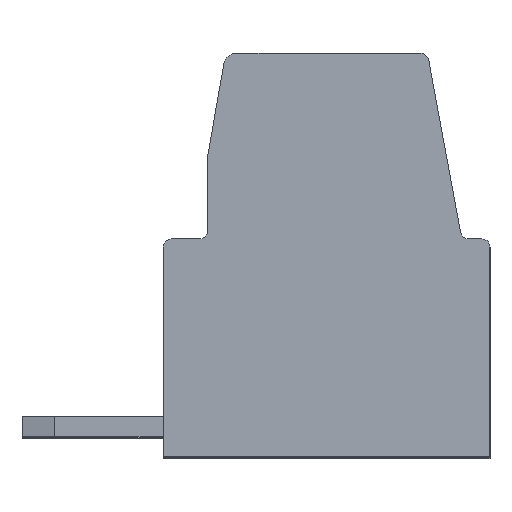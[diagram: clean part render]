
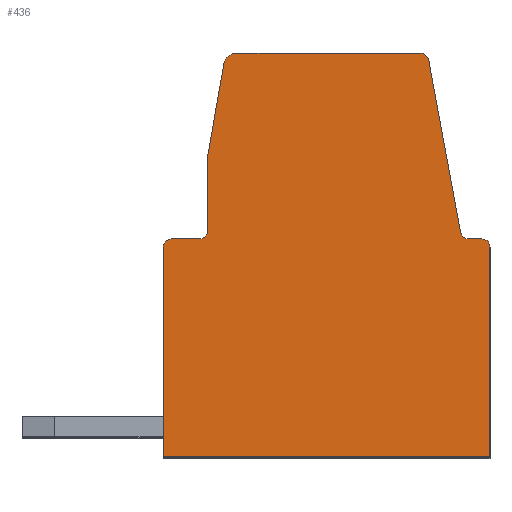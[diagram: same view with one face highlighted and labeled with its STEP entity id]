
A CAD part, top view. The second image highlights one B-rep face of the part: STEP entity #436.
In plain terms, the highlighted planar face has unit normal (0, 0, 1).
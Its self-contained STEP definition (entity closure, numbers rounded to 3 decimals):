
#436 = ADVANCED_FACE( '', ( #1037 ), #1038, .F. );
#1037 = FACE_OUTER_BOUND( '', #1831, .T. );
#1038 = PLANE( '', #1832 );
#1831 = EDGE_LOOP( '', ( #2942, #2943, #2944, #2945, #2946, #2947, #2948, #2949, #2950, #2951, #2952, #2953, #2954, #2955, #2956 ) );
#1832 = AXIS2_PLACEMENT_3D( '', #2957, #2958, #2959 );
#2942 = ORIENTED_EDGE( '', *, *, #5165, .T. );
#2943 = ORIENTED_EDGE( '', *, *, #5166, .T. );
#2944 = ORIENTED_EDGE( '', *, *, #5167, .F. );
#2945 = ORIENTED_EDGE( '', *, *, #4889, .T. );
#2946 = ORIENTED_EDGE( '', *, *, #5168, .T. );
#2947 = ORIENTED_EDGE( '', *, *, #5169, .T. );
#2948 = ORIENTED_EDGE( '', *, *, #5170, .T. );
#2949 = ORIENTED_EDGE( '', *, *, #5171, .T. );
#2950 = ORIENTED_EDGE( '', *, *, #4915, .F. );
#2951 = ORIENTED_EDGE( '', *, *, #5172, .T. );
#2952 = ORIENTED_EDGE( '', *, *, #5173, .F. );
#2953 = ORIENTED_EDGE( '', *, *, #5174, .T. );
#2954 = ORIENTED_EDGE( '', *, *, #4901, .T. );
#2955 = ORIENTED_EDGE( '', *, *, #5047, .T. );
#2956 = ORIENTED_EDGE( '', *, *, #5175, .F. );
#2957 = CARTESIAN_POINT( '', ( 0.81, -4.4, 0. ) );
#2958 = DIRECTION( '', ( 0., 0., -1. ) );
#2959 = DIRECTION( '', ( 0., 1., 0. ) );
#4889 = EDGE_CURVE( '', #5855, #5853, #5856, .T. );
#4901 = EDGE_CURVE( '', #5871, #5875, #5877, .T. );
#4915 = EDGE_CURVE( '', #5900, #5902, #5903, .T. );
#5047 = EDGE_CURVE( '', #5875, #6139, #6141, .T. );
#5165 = EDGE_CURVE( '', #6342, #6343, #6344, .T. );
#5166 = EDGE_CURVE( '', #6343, #6345, #6346, .T. );
#5167 = EDGE_CURVE( '', #5855, #6345, #6347, .T. );
#5168 = EDGE_CURVE( '', #5853, #6348, #6349, .T. );
#5169 = EDGE_CURVE( '', #6348, #6350, #6351, .T. );
#5170 = EDGE_CURVE( '', #6350, #6352, #6353, .T. );
#5171 = EDGE_CURVE( '', #6352, #5902, #6354, .T. );
#5172 = EDGE_CURVE( '', #5900, #6355, #6356, .T. );
#5173 = EDGE_CURVE( '', #6357, #6355, #6358, .T. );
#5174 = EDGE_CURVE( '', #6357, #5871, #6359, .T. );
#5175 = EDGE_CURVE( '', #6342, #6139, #6360, .T. );
#5853 = VERTEX_POINT( '', #7268 );
#5855 = VERTEX_POINT( '', #7271 );
#5856 = LINE( '', #7272, #7273 );
#5871 = VERTEX_POINT( '', #7294 );
#5875 = VERTEX_POINT( '', #7299 );
#5877 = CIRCLE( '', #7302, 0.2 );
#5900 = VERTEX_POINT( '', #7331 );
#5902 = VERTEX_POINT( '', #7334 );
#5903 = CIRCLE( '', #7335, 0.2 );
#6139 = VERTEX_POINT( '', #7668 );
#6141 = LINE( '', #7671, #7672 );
#6342 = VERTEX_POINT( '', #7964 );
#6343 = VERTEX_POINT( '', #7965 );
#6344 = LINE( '', #7966, #7967 );
#6345 = VERTEX_POINT( '', #7968 );
#6346 = LINE( '', #7969, #7970 );
#6347 = CIRCLE( '', #7971, 0.2 );
#6348 = VERTEX_POINT( '', #7972 );
#6349 = CIRCLE( '', #7973, 0.2 );
#6350 = VERTEX_POINT( '', #7974 );
#6351 = LINE( '', #7975, #7976 );
#6352 = VERTEX_POINT( '', #7977 );
#6353 = LINE( '', #7978, #7979 );
#6354 = LINE( '', #7980, #7981 );
#6355 = VERTEX_POINT( '', #7982 );
#6356 = LINE( '', #7983, #7984 );
#6357 = VERTEX_POINT( '', #7985 );
#6358 = CIRCLE( '', #7986, 0.2 );
#6359 = LINE( '', #7987, #7988 );
#6360 = CIRCLE( '', #7989, 0.3 );
#7268 = CARTESIAN_POINT( '', ( -7.9, 5.4, 0. ) );
#7271 = CARTESIAN_POINT( '', ( -7.2, 5.4, 0. ) );
#7272 = CARTESIAN_POINT( '', ( -16.414, 5.4, 0. ) );
#7273 = VECTOR( '', #9222, 1000. );
#7294 = CARTESIAN_POINT( '', ( -1.52, 9.836, 0. ) );
#7299 = CARTESIAN_POINT( '', ( -1.716, 10., 0. ) );
#7302 = AXIS2_PLACEMENT_3D( '', #9234, #9235, #9236 );
#7331 = CARTESIAN_POINT( '', ( -0.2, 5.4, 0. ) );
#7334 = CARTESIAN_POINT( '', ( 0., 5.2, 0. ) );
#7335 = AXIS2_PLACEMENT_3D( '', #9253, #9254, #9255 );
#7668 = CARTESIAN_POINT( '', ( -6.298, 10., 0. ) );
#7671 = CARTESIAN_POINT( '', ( -16.414, 10., 0. ) );
#7672 = VECTOR( '', #9399, 1000. );
#7964 = CARTESIAN_POINT( '', ( -6.594, 9.752, 0. ) );
#7965 = CARTESIAN_POINT( '', ( -7., 7.448, 0. ) );
#7966 = CARTESIAN_POINT( '', ( -11.564, -18.438, 0. ) );
#7967 = VECTOR( '', #9512, 1000. );
#7968 = CARTESIAN_POINT( '', ( -7., 5.6, 0. ) );
#7969 = CARTESIAN_POINT( '', ( -7., -18.438, 0. ) );
#7970 = VECTOR( '', #9513, 1000. );
#7971 = AXIS2_PLACEMENT_3D( '', #9514, #9515, #9516 );
#7972 = CARTESIAN_POINT( '', ( -8.1, 5.2, 0. ) );
#7973 = AXIS2_PLACEMENT_3D( '', #9517, #9518, #9519 );
#7974 = CARTESIAN_POINT( '', ( -8.1, 0., 0. ) );
#7975 = CARTESIAN_POINT( '', ( -8.1, -18.438, 0. ) );
#7976 = VECTOR( '', #9520, 1000. );
#7977 = CARTESIAN_POINT( '', ( 0., 0., 0. ) );
#7978 = CARTESIAN_POINT( '', ( -16.414, 0., 0. ) );
#7979 = VECTOR( '', #9521, 1000. );
#7980 = CARTESIAN_POINT( '', ( 0., -18.438, 0. ) );
#7981 = VECTOR( '', #9522, 1000. );
#7982 = CARTESIAN_POINT( '', ( -0.531, 5.4, 0. ) );
#7983 = CARTESIAN_POINT( '', ( -16.414, 5.4, 0. ) );
#7984 = VECTOR( '', #9523, 1000. );
#7985 = CARTESIAN_POINT( '', ( -0.728, 5.564, 0. ) );
#7986 = AXIS2_PLACEMENT_3D( '', #9524, #9525, #9526 );
#7987 = CARTESIAN_POINT( '', ( 3.721, -18.438, 0. ) );
#7988 = VECTOR( '', #9527, 1000. );
#7989 = AXIS2_PLACEMENT_3D( '', #9528, #9529, #9530 );
#9222 = DIRECTION( '', ( -1., 0., 0. ) );
#9234 = CARTESIAN_POINT( '', ( -1.716, 9.8, 0. ) );
#9235 = DIRECTION( '', ( 0., 0., 1. ) );
#9236 = DIRECTION( '', ( 1., 0., 0. ) );
#9253 = CARTESIAN_POINT( '', ( -0.2, 5.2, 0. ) );
#9254 = DIRECTION( '', ( 0., 0., -1. ) );
#9255 = DIRECTION( '', ( -1., 0., 0. ) );
#9399 = DIRECTION( '', ( -1., 0., 0. ) );
#9512 = DIRECTION( '', ( -0.174, -0.985, 0. ) );
#9513 = DIRECTION( '', ( 0., -1., 0. ) );
#9514 = CARTESIAN_POINT( '', ( -7.2, 5.6, 0. ) );
#9515 = DIRECTION( '', ( 0., 0., 1. ) );
#9516 = DIRECTION( '', ( 1., 0., 0. ) );
#9517 = CARTESIAN_POINT( '', ( -7.9, 5.2, 0. ) );
#9518 = DIRECTION( '', ( 0., 0., 1. ) );
#9519 = DIRECTION( '', ( 1., 0., 0. ) );
#9520 = DIRECTION( '', ( 0., -1., 0. ) );
#9521 = DIRECTION( '', ( 1., 0., 0. ) );
#9522 = DIRECTION( '', ( 0., 1., 0. ) );
#9523 = DIRECTION( '', ( -1., 0., 0. ) );
#9524 = CARTESIAN_POINT( '', ( -0.531, 5.6, 0. ) );
#9525 = DIRECTION( '', ( 0., 0., 1. ) );
#9526 = DIRECTION( '', ( 1., 0., 0. ) );
#9527 = DIRECTION( '', ( -0.182, 0.983, 0. ) );
#9528 = CARTESIAN_POINT( '', ( -6.298, 9.7, 0. ) );
#9529 = DIRECTION( '', ( 0., 0., -1. ) );
#9530 = DIRECTION( '', ( -1., 0., 0. ) );
